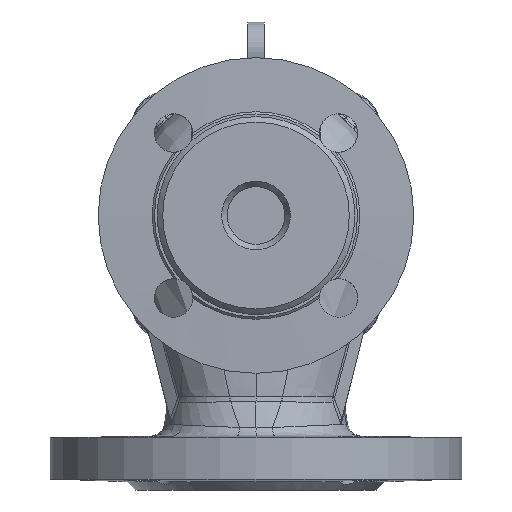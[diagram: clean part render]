
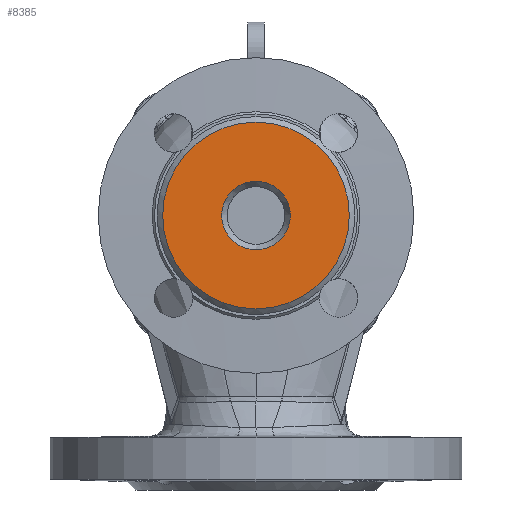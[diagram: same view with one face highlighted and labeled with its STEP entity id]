
A CAD part, front view. The second image highlights one B-rep face of the part: STEP entity #8385.
In plain terms, the highlighted planar face has unit normal (0, -1, 0).
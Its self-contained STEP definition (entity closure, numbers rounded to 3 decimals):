
#157=FACE_BOUND('',#1746,.T.);
#286=PLANE('',#9055);
#765=CIRCLE('',#9052,34.);
#766=CIRCLE('',#9056,12.5);
#1208=FACE_OUTER_BOUND('',#1745,.T.);
#1745=EDGE_LOOP('',(#6726));
#1746=EDGE_LOOP('',(#6727));
#3714=VERTEX_POINT('',#38098);
#3715=VERTEX_POINT('',#38126);
#4783=EDGE_CURVE('',#3714,#3714,#765,.T.);
#4788=EDGE_CURVE('',#3715,#3715,#766,.T.);
#6726=ORIENTED_EDGE('',*,*,#4783,.F.);
#6727=ORIENTED_EDGE('',*,*,#4788,.F.);
#8385=ADVANCED_FACE('',(#1208,#157),#286,.F.);
#9052=AXIS2_PLACEMENT_3D('',#38100,#10295,#10296);
#9055=AXIS2_PLACEMENT_3D('',#38125,#10303,#10304);
#9056=AXIS2_PLACEMENT_3D('',#38127,#10305,#10306);
#10295=DIRECTION('center_axis',(0.,1.,0.));
#10296=DIRECTION('ref_axis',(0.,0.,-1.));
#10303=DIRECTION('center_axis',(0.,1.,0.));
#10304=DIRECTION('ref_axis',(0.,0.,-1.));
#10305=DIRECTION('center_axis',(0.,-1.,0.));
#10306=DIRECTION('ref_axis',(0.,0.,-1.));
#38098=CARTESIAN_POINT('',(0.,-105.,34.));
#38100=CARTESIAN_POINT('Origin',(0.,-105.,0.));
#38125=CARTESIAN_POINT('Origin',(0.,-105.,0.));
#38126=CARTESIAN_POINT('',(0.,-105.,12.5));
#38127=CARTESIAN_POINT('Origin',(0.,-105.,0.));
